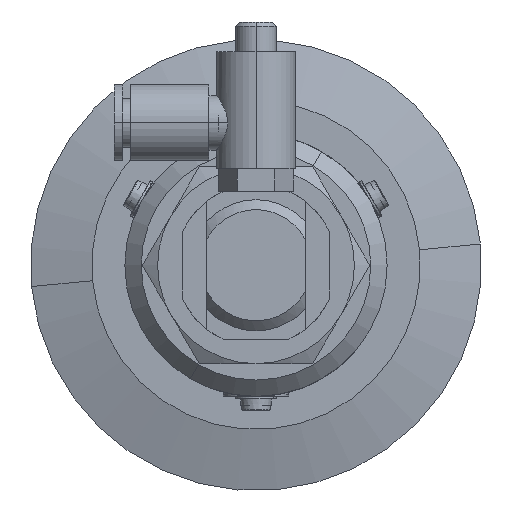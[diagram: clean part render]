
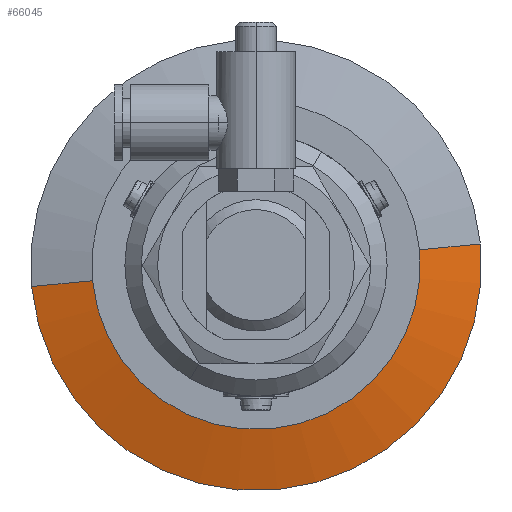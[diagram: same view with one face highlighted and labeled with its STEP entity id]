
A CAD part, front view. The second image highlights one B-rep face of the part: STEP entity #66045.
In plain terms, the highlighted conical face has half-angle 75 degrees and reference radius 20.036 mm.
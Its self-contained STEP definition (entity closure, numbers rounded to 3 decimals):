
#99 = FACE_OUTER_BOUND ( 'NONE', #67599, .T. ) ;
#732 = VERTEX_POINT ( 'NONE', #54739 ) ;
#1203 = DIRECTION ( 'NONE',  ( 0., 0., 1. ) ) ;
#1559 = VERTEX_POINT ( 'NONE', #47656 ) ;
#6710 = CARTESIAN_POINT ( 'NONE',  ( 5., 0., 0. ) ) ;
#6899 = EDGE_CURVE ( 'NONE', #32838, #51878, #31114, .T. ) ;
#11539 = ORIENTED_EDGE ( 'NONE', *, *, #6899, .T. ) ;
#13564 = EDGE_CURVE ( 'NONE', #51878, #1559, #27392, .T. ) ;
#17930 = DIRECTION ( 'NONE',  ( -0.259, 0., 0.966 ) ) ;
#18552 = VECTOR ( 'NONE', #50135, 1000. ) ;
#20061 = CARTESIAN_POINT ( 'NONE',  ( 3., 0., 0. ) ) ;
#23703 = CARTESIAN_POINT ( 'NONE',  ( 5., 0., -20.036 ) ) ;
#26409 = CARTESIAN_POINT ( 'NONE',  ( 5., 0., 20.036 ) ) ;
#27024 = CARTESIAN_POINT ( 'NONE',  ( 5., 0., 20.036 ) ) ;
#27171 = CONICAL_SURFACE ( 'NONE', #52627, 20.036, 1.309 ) ;
#27392 = LINE ( 'NONE', #27024, #51940 ) ;
#31114 = CIRCLE ( 'NONE', #63414, 20.036 ) ;
#32838 = VERTEX_POINT ( 'NONE', #23703 ) ;
#40397 = DIRECTION ( 'NONE',  ( -1., 0., 0. ) ) ;
#40937 = ORIENTED_EDGE ( 'NONE', *, *, #52087, .F. ) ;
#41542 = EDGE_CURVE ( 'NONE', #732, #1559, #64512, .T. ) ;
#42151 = LINE ( 'NONE', #45119, #18552 ) ;
#45119 = CARTESIAN_POINT ( 'NONE',  ( 5., 0., -20.036 ) ) ;
#45387 = ORIENTED_EDGE ( 'NONE', *, *, #13564, .T. ) ;
#46489 = DIRECTION ( 'NONE',  ( -1., 0., 0. ) ) ;
#47656 = CARTESIAN_POINT ( 'NONE',  ( 3., 0., 27.5 ) ) ;
#50135 = DIRECTION ( 'NONE',  ( -0.259, 0., -0.966 ) ) ;
#51878 = VERTEX_POINT ( 'NONE', #26409 ) ;
#51940 = VECTOR ( 'NONE', #17930, 1000. ) ;
#52087 = EDGE_CURVE ( 'NONE', #32838, #732, #42151, .T. ) ;
#52627 = AXIS2_PLACEMENT_3D ( 'NONE', #6710, #53624, #1203 ) ;
#53624 = DIRECTION ( 'NONE',  ( -1., 0., 0. ) ) ;
#54739 = CARTESIAN_POINT ( 'NONE',  ( 3., 0., -27.5 ) ) ;
#55731 = DIRECTION ( 'NONE',  ( 0., 0., 1. ) ) ;
#57941 = CARTESIAN_POINT ( 'NONE',  ( 5., 0., 0. ) ) ;
#58173 = DIRECTION ( 'NONE',  ( 0., 0., 1. ) ) ;
#60453 = ORIENTED_EDGE ( 'NONE', *, *, #41542, .F. ) ;
#63414 = AXIS2_PLACEMENT_3D ( 'NONE', #57941, #46489, #58173 ) ;
#64512 = CIRCLE ( 'NONE', #66696, 27.5 ) ;
#66045 = ADVANCED_FACE ( 'NONE', ( #99 ), #27171, .T. ) ;
#66696 = AXIS2_PLACEMENT_3D ( 'NONE', #20061, #40397, #55731 ) ;
#67599 = EDGE_LOOP ( 'NONE', ( #40937, #11539, #45387, #60453 ) ) ;
